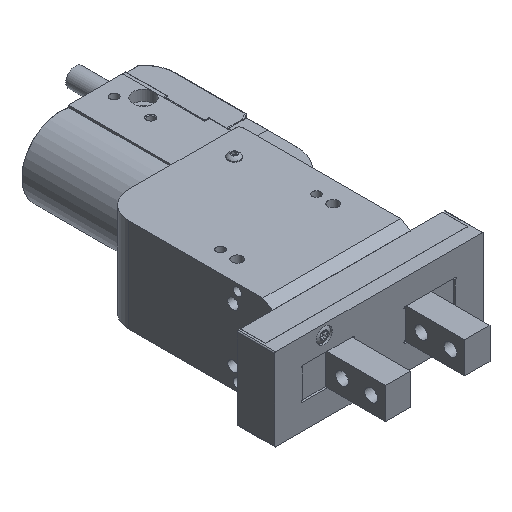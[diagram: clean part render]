
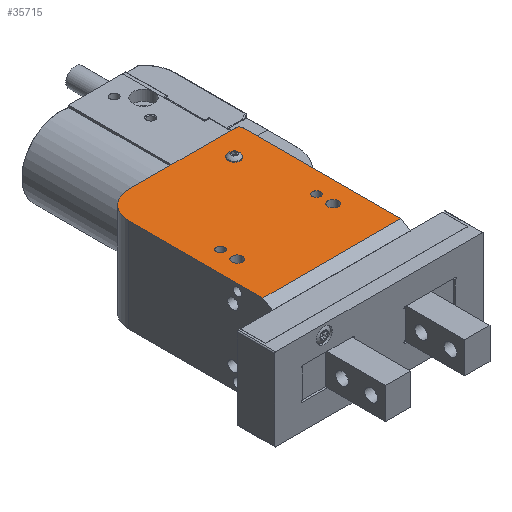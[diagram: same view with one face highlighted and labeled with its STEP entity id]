
A CAD part, isometric view. The second image highlights one B-rep face of the part: STEP entity #35715.
In plain terms, the highlighted planar face has unit normal (0, 0, 1).
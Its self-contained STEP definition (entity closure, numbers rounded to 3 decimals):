
#145 = DIRECTION ( 'NONE',  ( 0., 0., -1. ) ) ;
#963 = AXIS2_PLACEMENT_3D ( 'NONE', #25395, #145, #3530 ) ;
#1898 = VERTEX_POINT ( 'NONE', #47353 ) ;
#3061 = DIRECTION ( 'NONE',  ( 0., -1., 0. ) ) ;
#3350 = AXIS2_PLACEMENT_3D ( 'NONE', #31553, #17819, #36118 ) ;
#3530 = DIRECTION ( 'NONE',  ( 0., 1., 0. ) ) ;
#4598 = DIRECTION ( 'NONE',  ( 0., -1., 0. ) ) ;
#4871 = CARTESIAN_POINT ( 'NONE',  ( 25., -47., 22.5 ) ) ;
#5742 = VERTEX_POINT ( 'NONE', #46713 ) ;
#6099 = DIRECTION ( 'NONE',  ( 0., 1., 0. ) ) ;
#7057 = DIRECTION ( 'NONE',  ( 1., 0., 0. ) ) ;
#7112 = VERTEX_POINT ( 'NONE', #36490 ) ;
#7493 = ORIENTED_EDGE ( 'NONE', *, *, #16327, .F. ) ;
#8721 = AXIS2_PLACEMENT_3D ( 'NONE', #47020, #21480, #21250 ) ;
#8725 = CARTESIAN_POINT ( 'NONE',  ( -20.5, -55., 22.5 ) ) ;
#8961 = VERTEX_POINT ( 'NONE', #8725 ) ;
#9379 = CIRCLE ( 'NONE', #15571, 2. ) ;
#9768 = EDGE_LOOP ( 'NONE', ( #19958, #32341, #32748, #22175, #46078, #45653 ) ) ;
#9995 = CARTESIAN_POINT ( 'NONE',  ( 33., 0., 22.5 ) ) ;
#10473 = VERTEX_POINT ( 'NONE', #18150 ) ;
#10514 = FACE_BOUND ( 'NONE', #36155, .T. ) ;
#10671 = VERTEX_POINT ( 'NONE', #28144 ) ;
#11095 = DIRECTION ( 'NONE',  ( 0., 0., 1. ) ) ;
#11175 = CARTESIAN_POINT ( 'NONE',  ( -23., -47., 22.5 ) ) ;
#11891 = CARTESIAN_POINT ( 'NONE',  ( -33., -77.323, 22.5 ) ) ;
#13918 = LINE ( 'NONE', #28793, #39365 ) ;
#13982 = CIRCLE ( 'NONE', #47034, 13. ) ;
#15571 = AXIS2_PLACEMENT_3D ( 'NONE', #17435, #35716, #21277 ) ;
#16118 = ORIENTED_EDGE ( 'NONE', *, *, #45867, .F. ) ;
#16327 = EDGE_CURVE ( 'NONE', #7112, #7112, #38804, .T. ) ;
#17185 = CARTESIAN_POINT ( 'NONE',  ( -20., -13., 22.5 ) ) ;
#17432 = DIRECTION ( 'NONE',  ( 0., 0., 1. ) ) ;
#17435 = CARTESIAN_POINT ( 'NONE',  ( 31., -2., 22.5 ) ) ;
#17809 = EDGE_CURVE ( 'NONE', #5742, #40117, #13918, .T. ) ;
#17819 = DIRECTION ( 'NONE',  ( 0., 0., 1. ) ) ;
#18040 = EDGE_CURVE ( 'NONE', #39990, #1898, #9379, .T. ) ;
#18150 = CARTESIAN_POINT ( 'NONE',  ( -20., 0., 22.5 ) ) ;
#18190 = FACE_BOUND ( 'NONE', #29805, .T. ) ;
#18407 = EDGE_LOOP ( 'NONE', ( #16118 ) ) ;
#19275 = DIRECTION ( 'NONE',  ( 1., 0., 0. ) ) ;
#19958 = ORIENTED_EDGE ( 'NONE', *, *, #33918, .F. ) ;
#20931 = ORIENTED_EDGE ( 'NONE', *, *, #46288, .F. ) ;
#21250 = DIRECTION ( 'NONE',  ( 1., 0., 0. ) ) ;
#21277 = DIRECTION ( 'NONE',  ( 0., 1., 0. ) ) ;
#21338 = FACE_BOUND ( 'NONE', #41510, .T. ) ;
#21480 = DIRECTION ( 'NONE',  ( 0., 0., 1. ) ) ;
#22175 = ORIENTED_EDGE ( 'NONE', *, *, #26142, .T. ) ;
#22358 = EDGE_CURVE ( 'NONE', #40117, #10671, #41652, .T. ) ;
#24085 = CIRCLE ( 'NONE', #3350, 2. ) ;
#24724 = VECTOR ( 'NONE', #4598, 1000. ) ;
#25395 = CARTESIAN_POINT ( 'NONE',  ( 33., -82., 22.5 ) ) ;
#25643 = FACE_BOUND ( 'NONE', #42215, .T. ) ;
#25768 = DIRECTION ( 'NONE',  ( 1., 0., 0. ) ) ;
#26142 = EDGE_CURVE ( 'NONE', #10473, #5742, #13982, .T. ) ;
#26709 = CARTESIAN_POINT ( 'NONE',  ( 25.5, -55., 22.5 ) ) ;
#26969 = CARTESIAN_POINT ( 'NONE',  ( 33., -77.323, 22.5 ) ) ;
#27115 = CIRCLE ( 'NONE', #40170, 2.5 ) ;
#27440 = CARTESIAN_POINT ( 'NONE',  ( 33., -82., 22.5 ) ) ;
#28144 = CARTESIAN_POINT ( 'NONE',  ( 33., -77.323, 22.5 ) ) ;
#28793 = CARTESIAN_POINT ( 'NONE',  ( -33., -82., 22.5 ) ) ;
#29002 = EDGE_CURVE ( 'NONE', #29664, #29664, #24085, .T. ) ;
#29201 = VECTOR ( 'NONE', #36211, 1000. ) ;
#29445 = CIRCLE ( 'NONE', #8721, 2.25 ) ;
#29541 = AXIS2_PLACEMENT_3D ( 'NONE', #11175, #32604, #7057 ) ;
#29664 = VERTEX_POINT ( 'NONE', #4871 ) ;
#29805 = EDGE_LOOP ( 'NONE', ( #7493 ) ) ;
#29833 = VERTEX_POINT ( 'NONE', #44555 ) ;
#30425 = EDGE_CURVE ( 'NONE', #1898, #10473, #35987, .T. ) ;
#30973 = CIRCLE ( 'NONE', #45606, 2.5 ) ;
#31553 = CARTESIAN_POINT ( 'NONE',  ( 23., -47., 22.5 ) ) ;
#32341 = ORIENTED_EDGE ( 'NONE', *, *, #18040, .T. ) ;
#32374 = DIRECTION ( 'NONE',  ( 0., 0., 1. ) ) ;
#32604 = DIRECTION ( 'NONE',  ( 0., 0., 1. ) ) ;
#32748 = ORIENTED_EDGE ( 'NONE', *, *, #30425, .T. ) ;
#32884 = PLANE ( 'NONE',  #963 ) ;
#33095 = FACE_BOUND ( 'NONE', #18407, .T. ) ;
#33918 = EDGE_CURVE ( 'NONE', #39990, #10671, #37568, .T. ) ;
#34216 = VECTOR ( 'NONE', #19275, 1000. ) ;
#35274 = EDGE_CURVE ( 'NONE', #8961, #8961, #30973, .T. ) ;
#35587 = ORIENTED_EDGE ( 'NONE', *, *, #35274, .F. ) ;
#35715 = ADVANCED_FACE ( 'NONE', ( #18190, #21338, #25643, #33095, #10514, #40549 ), #32884, .F. ) ;
#35716 = DIRECTION ( 'NONE',  ( 0., 0., 1. ) ) ;
#35987 = LINE ( 'NONE', #9995, #29201 ) ;
#36118 = DIRECTION ( 'NONE',  ( 1., 0., 0. ) ) ;
#36155 = EDGE_LOOP ( 'NONE', ( #20931 ) ) ;
#36211 = DIRECTION ( 'NONE',  ( -1., 0., 0. ) ) ;
#36490 = CARTESIAN_POINT ( 'NONE',  ( -21., -47., 22.5 ) ) ;
#37568 = LINE ( 'NONE', #27440, #24724 ) ;
#38405 = ORIENTED_EDGE ( 'NONE', *, *, #29002, .F. ) ;
#38804 = CIRCLE ( 'NONE', #29541, 2. ) ;
#39365 = VECTOR ( 'NONE', #3061, 1000. ) ;
#39990 = VERTEX_POINT ( 'NONE', #46847 ) ;
#40039 = CARTESIAN_POINT ( 'NONE',  ( 23., -55., 22.5 ) ) ;
#40117 = VERTEX_POINT ( 'NONE', #11891 ) ;
#40170 = AXIS2_PLACEMENT_3D ( 'NONE', #40039, #32374, #43700 ) ;
#40441 = VERTEX_POINT ( 'NONE', #26709 ) ;
#40549 = FACE_OUTER_BOUND ( 'NONE', #9768, .T. ) ;
#41510 = EDGE_LOOP ( 'NONE', ( #38405 ) ) ;
#41652 = LINE ( 'NONE', #26969, #34216 ) ;
#42215 = EDGE_LOOP ( 'NONE', ( #35587 ) ) ;
#43700 = DIRECTION ( 'NONE',  ( 1., 0., 0. ) ) ;
#44069 = CARTESIAN_POINT ( 'NONE',  ( -23., -55., 22.5 ) ) ;
#44555 = CARTESIAN_POINT ( 'NONE',  ( 20.75, -12., 22.5 ) ) ;
#45606 = AXIS2_PLACEMENT_3D ( 'NONE', #44069, #11095, #25768 ) ;
#45653 = ORIENTED_EDGE ( 'NONE', *, *, #22358, .T. ) ;
#45867 = EDGE_CURVE ( 'NONE', #40441, #40441, #27115, .T. ) ;
#46078 = ORIENTED_EDGE ( 'NONE', *, *, #17809, .T. ) ;
#46288 = EDGE_CURVE ( 'NONE', #29833, #29833, #29445, .T. ) ;
#46713 = CARTESIAN_POINT ( 'NONE',  ( -33., -13., 22.5 ) ) ;
#46847 = CARTESIAN_POINT ( 'NONE',  ( 33., -2., 22.5 ) ) ;
#47020 = CARTESIAN_POINT ( 'NONE',  ( 18.5, -12., 22.5 ) ) ;
#47034 = AXIS2_PLACEMENT_3D ( 'NONE', #17185, #17432, #6099 ) ;
#47353 = CARTESIAN_POINT ( 'NONE',  ( 31., 0., 22.5 ) ) ;
